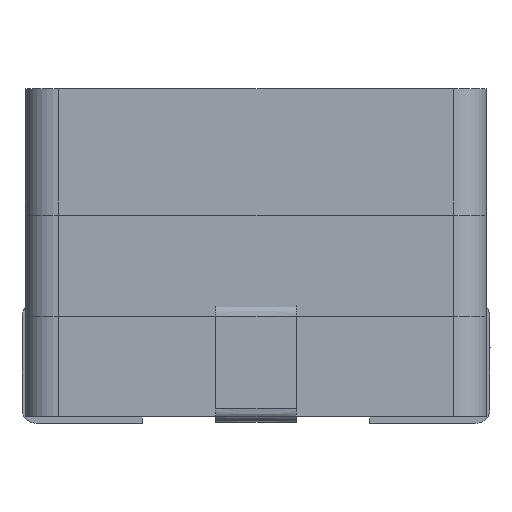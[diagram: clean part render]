
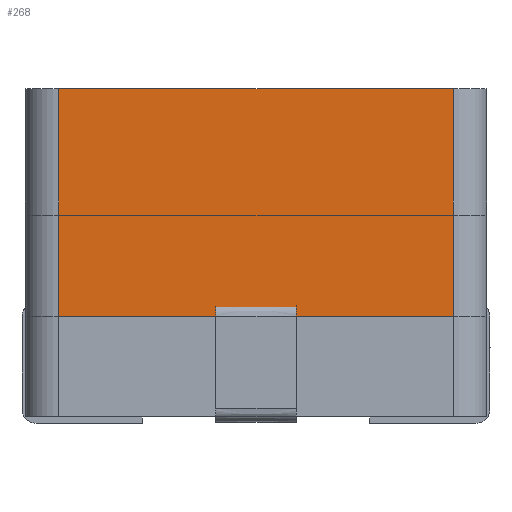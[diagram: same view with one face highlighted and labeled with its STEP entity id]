
A CAD part, left-side view. The second image highlights one B-rep face of the part: STEP entity #268.
In plain terms, the highlighted planar face has unit normal (-1, 0, 0).
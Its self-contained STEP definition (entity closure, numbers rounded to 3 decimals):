
#268 = ADVANCED_FACE( '', ( #683 ), #684, .F. );
#683 = FACE_OUTER_BOUND( '', #1263, .T. );
#684 = PLANE( '', #1264 );
#1263 = EDGE_LOOP( '', ( #3398, #3399, #3400, #3401 ) );
#1264 = AXIS2_PLACEMENT_3D( '', #3402, #3403, #3404 );
#3398 = ORIENTED_EDGE( '', *, *, #5281, .T. );
#3399 = ORIENTED_EDGE( '', *, *, #5193, .F. );
#3400 = ORIENTED_EDGE( '', *, *, #5121, .F. );
#3401 = ORIENTED_EDGE( '', *, *, #5358, .T. );
#3402 = CARTESIAN_POINT( '', ( -3.45, 2.95, 3.4 ) );
#3403 = DIRECTION( '', ( 1., 0., 0. ) );
#3404 = DIRECTION( '', ( 0., 1., 0. ) );
#5121 = EDGE_CURVE( '', #5858, #5845, #5860, .T. );
#5193 = EDGE_CURVE( '', #5845, #5999, #6003, .T. );
#5281 = EDGE_CURVE( '', #6159, #5999, #6160, .T. );
#5358 = EDGE_CURVE( '', #5858, #6159, #6287, .T. );
#5845 = VERTEX_POINT( '', #7139 );
#5858 = VERTEX_POINT( '', #7155 );
#5860 = LINE( '', #7157, #7158 );
#5999 = VERTEX_POINT( '', #7551 );
#6003 = LINE( '', #7556, #7557 );
#6159 = VERTEX_POINT( '', #8056 );
#6160 = LINE( '', #8057, #8058 );
#6287 = LINE( '', #8478, #8479 );
#7139 = CARTESIAN_POINT( '', ( -3.45, -2.95, 3.4 ) );
#7155 = CARTESIAN_POINT( '', ( -3.45, 2.95, 3.4 ) );
#7157 = CARTESIAN_POINT( '', ( -3.45, 2.95, 3.4 ) );
#7158 = VECTOR( '', #10023, 1000. );
#7551 = CARTESIAN_POINT( '', ( -3.45, -2.95, 0. ) );
#7556 = CARTESIAN_POINT( '', ( -3.45, -2.95, 3.4 ) );
#7557 = VECTOR( '', #10045, 1000. );
#8056 = CARTESIAN_POINT( '', ( -3.45, 2.95, 0. ) );
#8057 = CARTESIAN_POINT( '', ( -3.45, 2.95, 0. ) );
#8058 = VECTOR( '', #10100, 1000. );
#8478 = CARTESIAN_POINT( '', ( -3.45, 2.95, 3.4 ) );
#8479 = VECTOR( '', #10149, 1000. );
#10023 = DIRECTION( '', ( 0., -1., 0. ) );
#10045 = DIRECTION( '', ( 0., 0., -1. ) );
#10100 = DIRECTION( '', ( 0., -1., 0. ) );
#10149 = DIRECTION( '', ( 0., 0., -1. ) );
